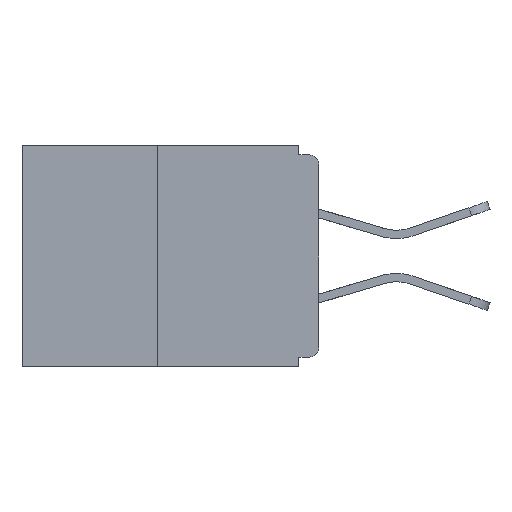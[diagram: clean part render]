
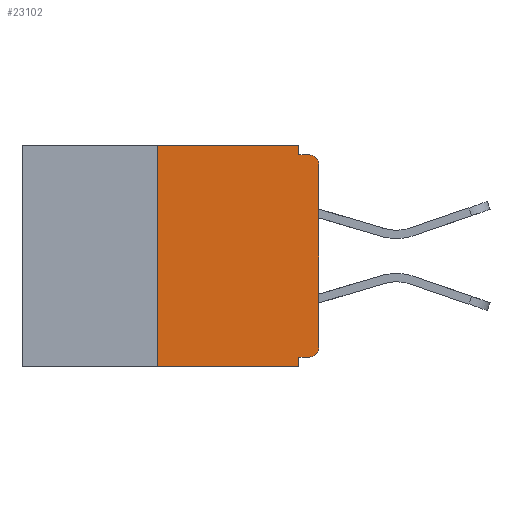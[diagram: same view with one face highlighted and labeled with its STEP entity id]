
A CAD part, left-side view. The second image highlights one B-rep face of the part: STEP entity #23102.
In plain terms, the highlighted planar face has unit normal (-1, 0, 0).
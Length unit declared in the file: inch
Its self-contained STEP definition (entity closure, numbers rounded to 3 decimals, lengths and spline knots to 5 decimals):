
#17 = CARTESIAN_POINT ( 'NONE',  ( 0., 0.46, -0.343 ) ) ;
#320 = AXIS2_PLACEMENT_3D ( 'NONE', #9580, #11703, #21292 ) ;
#376 = ORIENTED_EDGE ( 'NONE', *, *, #14274, .F. ) ;
#793 = DIRECTION ( 'NONE',  ( 0., 0., -1. ) ) ;
#1594 = CARTESIAN_POINT ( 'NONE',  ( 0., 0., -0.03 ) ) ;
#1622 = VECTOR ( 'NONE', #11374, 39.37008 ) ;
#2193 = CARTESIAN_POINT ( 'NONE',  ( 0., 0.46, 0. ) ) ;
#2812 = DIRECTION ( 'NONE',  ( 1., 0., 0. ) ) ;
#2941 = EDGE_CURVE ( 'NONE', #10072, #9081, #24747, .T. ) ;
#3337 = CARTESIAN_POINT ( 'NONE',  ( 0., 0.031, 0. ) ) ;
#3540 = DIRECTION ( 'NONE',  ( 0., 0., 1. ) ) ;
#3801 = EDGE_LOOP ( 'NONE', ( #19851, #13324, #8838, #10291, #17806, #29748, #5662, #16503, #376, #20382 ) ) ;
#4813 = DIRECTION ( 'NONE',  ( 0., 0., -1. ) ) ;
#4922 = EDGE_CURVE ( 'NONE', #25269, #22923, #30899, .T. ) ;
#5441 = VERTEX_POINT ( 'NONE', #24716 ) ;
#5560 = CARTESIAN_POINT ( 'NONE',  ( 0., 0., 0. ) ) ;
#5662 = ORIENTED_EDGE ( 'NONE', *, *, #4922, .T. ) ;
#6887 = LINE ( 'NONE', #20347, #16213 ) ;
#7402 = VERTEX_POINT ( 'NONE', #26783 ) ;
#7618 = EDGE_CURVE ( 'NONE', #9081, #29777, #22580, .T. ) ;
#8079 = CARTESIAN_POINT ( 'NONE',  ( 0., 0.015, -0.015 ) ) ;
#8354 = DIRECTION ( 'NONE',  ( 0., 0., -1. ) ) ;
#8605 = EDGE_CURVE ( 'NONE', #7402, #29777, #14354, .T. ) ;
#8838 = ORIENTED_EDGE ( 'NONE', *, *, #8605, .T. ) ;
#9081 = VERTEX_POINT ( 'NONE', #16053 ) ;
#9439 = EDGE_CURVE ( 'NONE', #26496, #9819, #21400, .T. ) ;
#9580 = CARTESIAN_POINT ( 'NONE',  ( 0., 0.015, -0.313 ) ) ;
#9699 = LINE ( 'NONE', #9958, #28751 ) ;
#9819 = VERTEX_POINT ( 'NONE', #16867 ) ;
#9958 = CARTESIAN_POINT ( 'NONE',  ( 0., 0.46, 0. ) ) ;
#10072 = VERTEX_POINT ( 'NONE', #10708 ) ;
#10291 = ORIENTED_EDGE ( 'NONE', *, *, #7618, .F. ) ;
#10708 = CARTESIAN_POINT ( 'NONE',  ( 0., 0.015, -0.328 ) ) ;
#11374 = DIRECTION ( 'NONE',  ( 0., -1., 0. ) ) ;
#11703 = DIRECTION ( 'NONE',  ( -1., 0., 0. ) ) ;
#12072 = VECTOR ( 'NONE', #793, 39.37008 ) ;
#12346 = CIRCLE ( 'NONE', #320, 0.015 ) ;
#13078 = AXIS2_PLACEMENT_3D ( 'NONE', #2193, #2812, #4813 ) ;
#13324 = ORIENTED_EDGE ( 'NONE', *, *, #24128, .F. ) ;
#13461 = DIRECTION ( 'NONE',  ( 0., -1., 0. ) ) ;
#13869 = CARTESIAN_POINT ( 'NONE',  ( 0., 0.25, 0. ) ) ;
#14274 = EDGE_CURVE ( 'NONE', #9819, #28102, #6887, .T. ) ;
#14354 = LINE ( 'NONE', #17, #1622 ) ;
#14645 = FACE_OUTER_BOUND ( 'NONE', #3801, .T. ) ;
#14692 = DIRECTION ( 'NONE',  ( 0., -1., 0. ) ) ;
#16053 = CARTESIAN_POINT ( 'NONE',  ( 0., 0.031, -0.328 ) ) ;
#16136 = EDGE_CURVE ( 'NONE', #10072, #25269, #12346, .T. ) ;
#16213 = VECTOR ( 'NONE', #13461, 39.37008 ) ;
#16503 = ORIENTED_EDGE ( 'NONE', *, *, #28691, .T. ) ;
#16867 = CARTESIAN_POINT ( 'NONE',  ( 0., 0.031, -0.015 ) ) ;
#17722 = DIRECTION ( 'NONE',  ( -1., 0., 0. ) ) ;
#17806 = ORIENTED_EDGE ( 'NONE', *, *, #2941, .F. ) ;
#18741 = DIRECTION ( 'NONE',  ( 0., 1., 0. ) ) ;
#19851 = ORIENTED_EDGE ( 'NONE', *, *, #27537, .F. ) ;
#20013 = VECTOR ( 'NONE', #3540, 39.37008 ) ;
#20061 = CARTESIAN_POINT ( 'NONE',  ( 0., 0.015, -0.03 ) ) ;
#20347 = CARTESIAN_POINT ( 'NONE',  ( 0., 0., -0.015 ) ) ;
#20382 = ORIENTED_EDGE ( 'NONE', *, *, #9439, .F. ) ;
#21292 = DIRECTION ( 'NONE',  ( 0., 0., -1. ) ) ;
#21400 = LINE ( 'NONE', #24403, #12072 ) ;
#22200 = VECTOR ( 'NONE', #23117, 39.37008 ) ;
#22343 = CIRCLE ( 'NONE', #26753, 0.015 ) ;
#22400 = LINE ( 'NONE', #13869, #26497 ) ;
#22580 = LINE ( 'NONE', #25424, #22200 ) ;
#22923 = VERTEX_POINT ( 'NONE', #1594 ) ;
#23102 = ADVANCED_FACE ( 'NONE', ( #14645 ), #30725, .F. ) ;
#23117 = DIRECTION ( 'NONE',  ( 0., 0., -1. ) ) ;
#23152 = CARTESIAN_POINT ( 'NONE',  ( 0., 0., -0.313 ) ) ;
#24128 = EDGE_CURVE ( 'NONE', #7402, #5441, #22400, .T. ) ;
#24403 = CARTESIAN_POINT ( 'NONE',  ( 0., 0.031, 0. ) ) ;
#24716 = CARTESIAN_POINT ( 'NONE',  ( 0., 0.25, 0. ) ) ;
#24747 = LINE ( 'NONE', #30670, #29236 ) ;
#25269 = VERTEX_POINT ( 'NONE', #23152 ) ;
#25424 = CARTESIAN_POINT ( 'NONE',  ( 0., 0.031, -0.343 ) ) ;
#26496 = VERTEX_POINT ( 'NONE', #3337 ) ;
#26497 = VECTOR ( 'NONE', #30564, 39.37008 ) ;
#26753 = AXIS2_PLACEMENT_3D ( 'NONE', #20061, #17722, #8354 ) ;
#26783 = CARTESIAN_POINT ( 'NONE',  ( 0., 0.25, -0.343 ) ) ;
#27136 = CARTESIAN_POINT ( 'NONE',  ( 0., 0.031, -0.343 ) ) ;
#27537 = EDGE_CURVE ( 'NONE', #5441, #26496, #9699, .T. ) ;
#28102 = VERTEX_POINT ( 'NONE', #8079 ) ;
#28691 = EDGE_CURVE ( 'NONE', #22923, #28102, #22343, .T. ) ;
#28751 = VECTOR ( 'NONE', #14692, 39.37008 ) ;
#29236 = VECTOR ( 'NONE', #18741, 39.37008 ) ;
#29748 = ORIENTED_EDGE ( 'NONE', *, *, #16136, .T. ) ;
#29777 = VERTEX_POINT ( 'NONE', #27136 ) ;
#30564 = DIRECTION ( 'NONE',  ( 0., 0., 1. ) ) ;
#30670 = CARTESIAN_POINT ( 'NONE',  ( 0., 0., -0.328 ) ) ;
#30725 = PLANE ( 'NONE',  #13078 ) ;
#30899 = LINE ( 'NONE', #5560, #20013 ) ;
